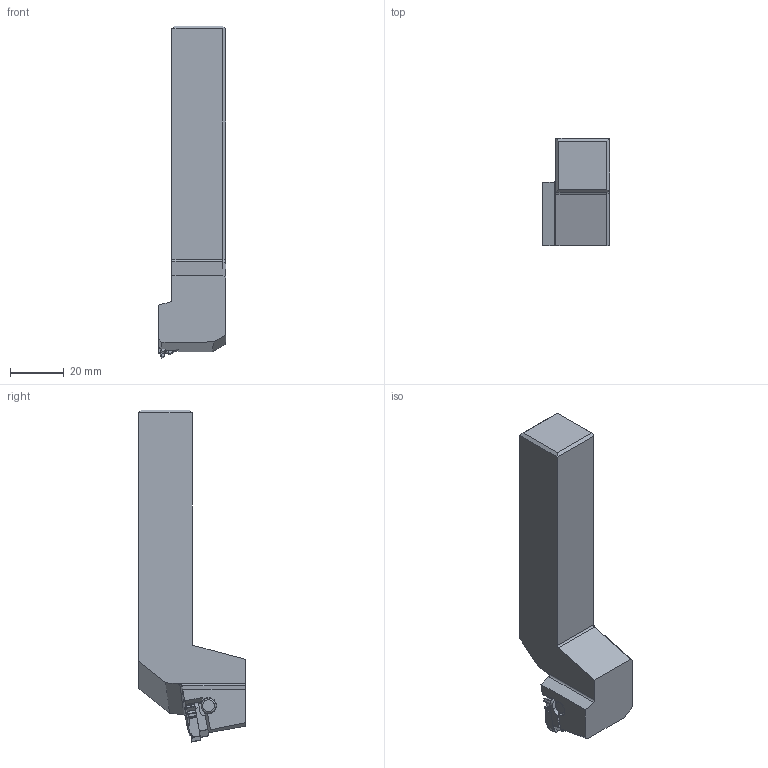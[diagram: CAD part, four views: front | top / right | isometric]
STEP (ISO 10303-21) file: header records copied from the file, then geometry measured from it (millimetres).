
FILE_DESCRIPTION(('CATIA V5 STEP','CAx-IF Rec.Pracs.--- Model Styling and Organization---1.2---2011-12-15'),'2;1');
FILE_NAME('SER 2020 K16D-L.stp','2016-08-09T04:33:23+00:00',('none'),('none'),'CATIA Version 5 Release 21 SP 5 (IN-10)','CATIA V5 STEP AP214','none');
FILE_SCHEMA(('AUTOMOTIVE_DESIGN { 1 0 10303 214 1 1 1 1 }'));
Length unit declared in the file: millimetre
Products named in the file (1): SER 2020 K16D
Bounding box: 25.04 x 39.79 x 123.72 mm (x, y, z)
Volume: 55683.9 mm3; surface area: 12589.8 mm2
Topology: 2 solids, 2 shells, 146 faces, 401 edges, 261 vertices
Faces by surface type: plane 88, cylinder 29, extrusion 22, cone 5, torus 2
Entity records: 4878 total; most frequent: CARTESIAN_POINT 1305, ORIENTED_EDGE 802, DIRECTION 588, EDGE_CURVE 401, VECTOR 297, LINE 275, VERTEX_POINT 261, AXIS2_PLACEMENT_3D 185
